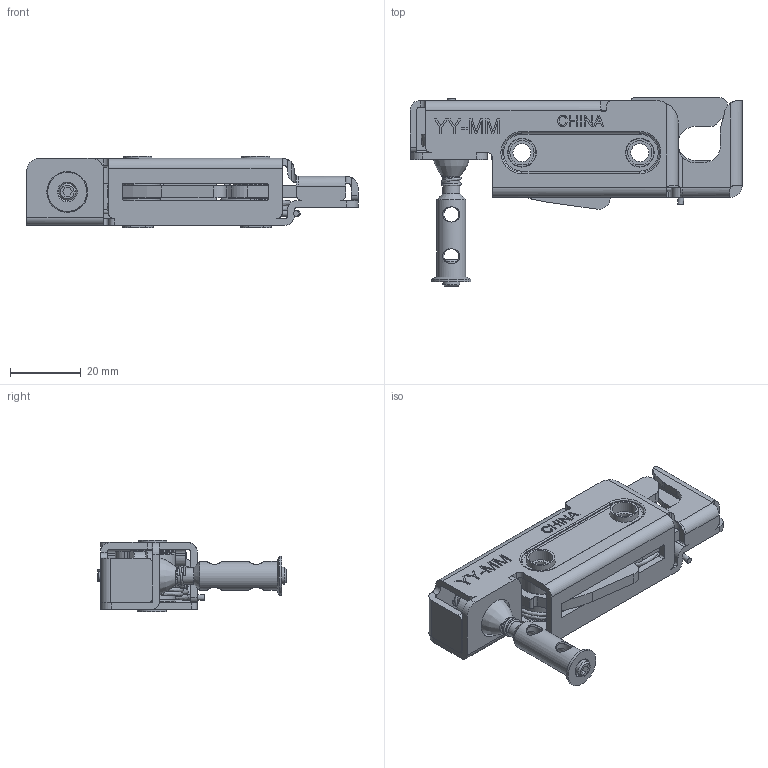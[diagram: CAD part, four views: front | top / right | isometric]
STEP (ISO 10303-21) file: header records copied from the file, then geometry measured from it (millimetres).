
FILE_DESCRIPTION(/* description */ (''),/* implementation_level */ '2;1');
FILE_NAME(/* name */ 'LNL-77-00146.stp',/* time_stamp */ '2025-10-16T16:18:05-04:00',/* author */ ('dkoegle'),/* organization */ ('Eberhard Manufacturing Company'),/* preprocessor_version */ 'ST-DEVELOPER v20',/* originating_system */ 'Autodesk Inventor 2024',/* authorisation */ '');
FILE_SCHEMA (('AUTOMOTIVE_DESIGN { 1 0 10303 214 3 1 1 }'));
Length unit declared in the file: inch
Products named in the file (1): LNL-77-00146
Bounding box: 93.85 x 53.34 x 20.24 mm (x, y, z)
Volume: 20647.5 mm3; surface area: 23541.9 mm2
Topology: 1 solids, 1 shells, 844 faces, 2290 edges, 1505 vertices
Faces by surface type: plane 442, bspline 183, cylinder 176, torus 31, cone 10, sphere 2
Full cylindrical faces by diameter (mm): 1.092 x2, 1.6 x3, 2.362 x1, 2.667 x1, 3.302 x1, 4.039 x2, 4.28 x2, 4.75 x2, 4.826 x1, 5.105 x2, 5.588 x1, 6.858 x4, 7.925 x2, 8.128 x3, 8.255 x1, 9.703 x2, 9.906 x2, 10.719 x2, 10.922 x2, 11.049 x1, 11.557 x1, 12.7 x4, 14.275 x1
Entity records: 34492 total; most frequent: CARTESIAN_POINT 13253, ORIENTED_EDGE 4572, DIRECTION 3596, EDGE_CURVE 2286, VERTEX_POINT 1505, LINE 1404, VECTOR 1404, AXIS2_PLACEMENT_3D 1096
